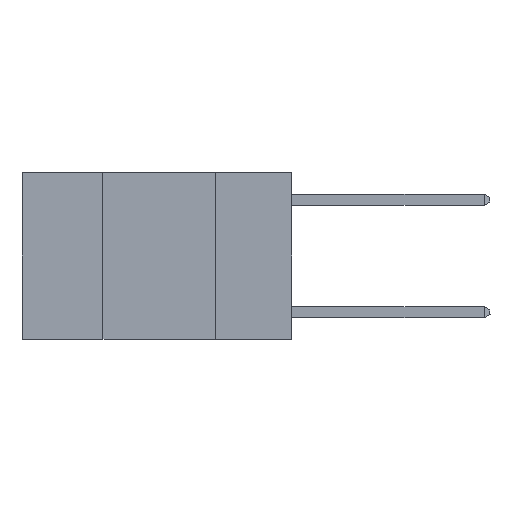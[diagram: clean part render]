
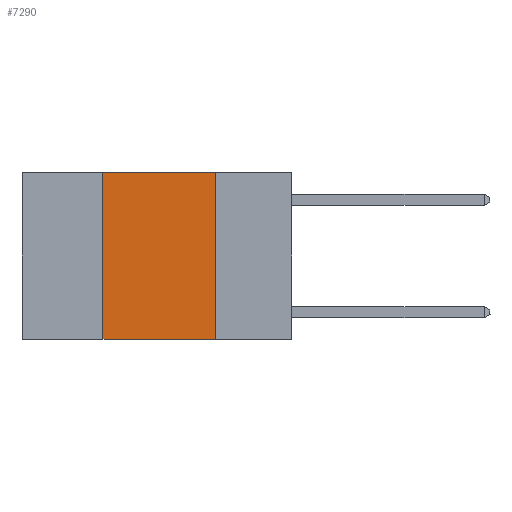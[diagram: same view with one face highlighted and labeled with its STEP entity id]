
A CAD part, left-side view. The second image highlights one B-rep face of the part: STEP entity #7290.
In plain terms, the highlighted planar face has unit normal (-1, 0, 0).
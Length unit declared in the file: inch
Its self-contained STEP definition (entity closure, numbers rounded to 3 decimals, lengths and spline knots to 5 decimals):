
#912 = VERTEX_POINT ( 'NONE', #17817 ) ;
#1387 = DIRECTION ( 'NONE',  ( 1., 0., 0. ) ) ;
#3033 = EDGE_CURVE ( 'NONE', #18305, #18349, #5631, .T. ) ;
#4808 = DIRECTION ( 'NONE',  ( 0., 0., 1. ) ) ;
#4957 = VECTOR ( 'NONE', #12019, 39.37008 ) ;
#5631 = LINE ( 'NONE', #26169, #4957 ) ;
#6587 = VERTEX_POINT ( 'NONE', #9659 ) ;
#6839 = LINE ( 'NONE', #16075, #11674 ) ;
#7290 = ADVANCED_FACE ( 'NONE', ( #20859 ), #11786, .F. ) ;
#8041 = LINE ( 'NONE', #24925, #13489 ) ;
#9659 = CARTESIAN_POINT ( 'NONE',  ( 0., 0.17, 0. ) ) ;
#11069 = LINE ( 'NONE', #25208, #15927 ) ;
#11674 = VECTOR ( 'NONE', #13990, 39.37008 ) ;
#11786 = PLANE ( 'NONE',  #18939 ) ;
#12019 = DIRECTION ( 'NONE',  ( 0., -1., 0. ) ) ;
#12737 = CARTESIAN_POINT ( 'NONE',  ( 0., 0.42, -0.37 ) ) ;
#12830 = CARTESIAN_POINT ( 'NONE',  ( 0., 0.17, -0.37 ) ) ;
#13489 = VECTOR ( 'NONE', #18933, 39.37008 ) ;
#13990 = DIRECTION ( 'NONE',  ( 0., -1., 0. ) ) ;
#15704 = ORIENTED_EDGE ( 'NONE', *, *, #18311, .F. ) ;
#15758 = ORIENTED_EDGE ( 'NONE', *, *, #25635, .F. ) ;
#15920 = DIRECTION ( 'NONE',  ( 0., 0., -1. ) ) ;
#15927 = VECTOR ( 'NONE', #4808, 39.37008 ) ;
#16000 = ORIENTED_EDGE ( 'NONE', *, *, #26513, .F. ) ;
#16075 = CARTESIAN_POINT ( 'NONE',  ( 0., 0.6, 0. ) ) ;
#16076 = ORIENTED_EDGE ( 'NONE', *, *, #3033, .T. ) ;
#17817 = CARTESIAN_POINT ( 'NONE',  ( 0., 0.42, 0. ) ) ;
#18305 = VERTEX_POINT ( 'NONE', #12737 ) ;
#18311 = EDGE_CURVE ( 'NONE', #6587, #18349, #8041, .T. ) ;
#18349 = VERTEX_POINT ( 'NONE', #12830 ) ;
#18933 = DIRECTION ( 'NONE',  ( 0., 0., -1. ) ) ;
#18939 = AXIS2_PLACEMENT_3D ( 'NONE', #25949, #1387, #15920 ) ;
#20859 = FACE_OUTER_BOUND ( 'NONE', #24662, .T. ) ;
#24662 = EDGE_LOOP ( 'NONE', ( #15704, #15758, #16000, #16076 ) ) ;
#24925 = CARTESIAN_POINT ( 'NONE',  ( 0., 0.17, 0. ) ) ;
#25208 = CARTESIAN_POINT ( 'NONE',  ( 0., 0.42, 0. ) ) ;
#25635 = EDGE_CURVE ( 'NONE', #912, #6587, #6839, .T. ) ;
#25949 = CARTESIAN_POINT ( 'NONE',  ( 0., 0.6, 0. ) ) ;
#26169 = CARTESIAN_POINT ( 'NONE',  ( 0., 0.6, -0.37 ) ) ;
#26513 = EDGE_CURVE ( 'NONE', #18305, #912, #11069, .T. ) ;
